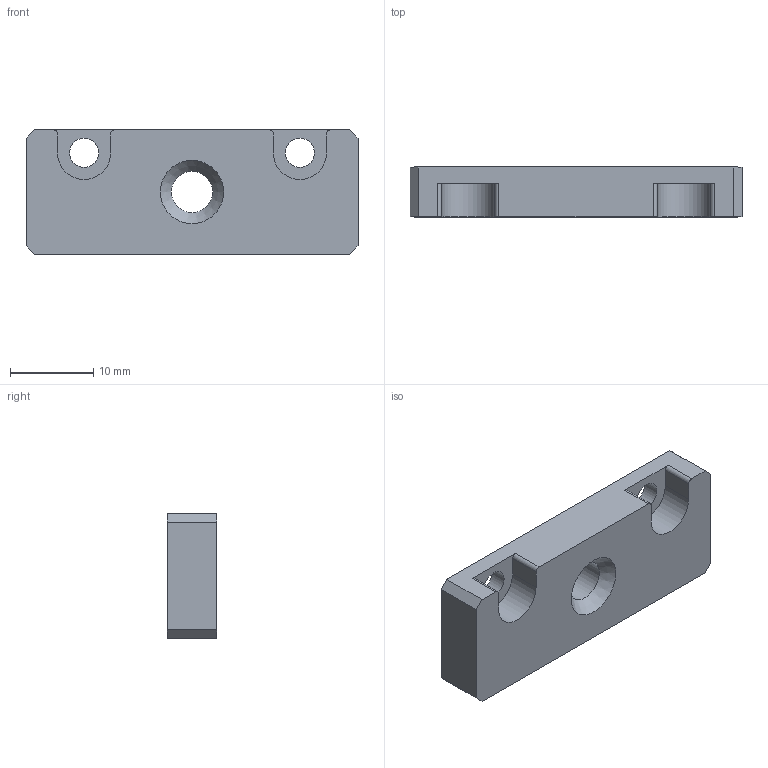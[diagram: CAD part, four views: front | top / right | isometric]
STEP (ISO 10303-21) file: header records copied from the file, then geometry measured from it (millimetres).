
FILE_DESCRIPTION(/* description */ ('MOUNTING BRACKET'),/* implementation_level */ '2;1');
FILE_NAME(/* name */ '03-006-21987-01 NOVA MOUNTING BRACKET.stp',/* time_stamp */ '2015-10-30T14:05:31-04:00',/* author */ ('Bogdanis'),/* organization */ (''),/* preprocessor_version */ 'ST-DEVELOPER v15.2',/* originating_system */ 'Autodesk Inventor 2014',/* authorisation */ '');
FILE_SCHEMA (('AUTOMOTIVE_DESIGN { 1 0 10303 214 3 1 1 }'));
Length unit declared in the file: millimetre
Products named in the file (1): NOVA MOUNTING BRACKET
Bounding box: 40 x 6 x 15 mm (x, y, z)
Volume: 3140.8 mm3; surface area: 1977.2 mm2
Topology: 1 solids, 1 shells, 288 faces, 795 edges, 530 vertices
Faces by surface type: plane 183, bspline 95, cylinder 9, cone 1
Full cylindrical faces by diameter (mm): 3.5 x2, 4.978 x1
Entity records: 9967 total; most frequent: CARTESIAN_POINT 3128, ORIENTED_EDGE 1580, DIRECTION 1007, EDGE_CURVE 790, LINE 581, VECTOR 581, VERTEX_POINT 529, EDGE_LOOP 319
